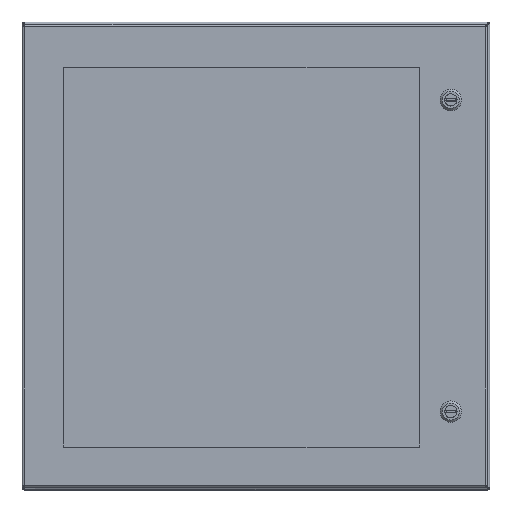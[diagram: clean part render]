
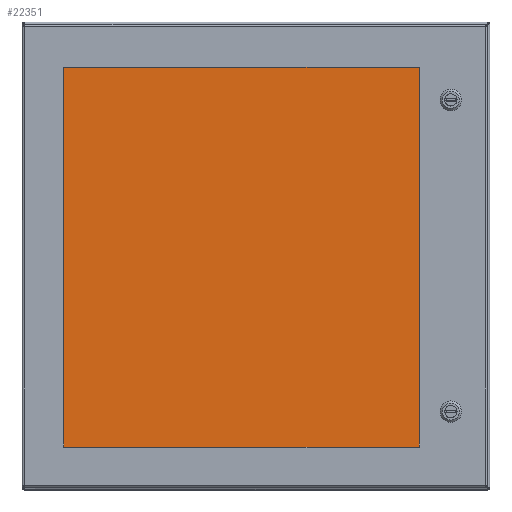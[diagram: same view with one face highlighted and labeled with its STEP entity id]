
A CAD part, top view. The second image highlights one B-rep face of the part: STEP entity #22351.
In plain terms, the highlighted planar face has unit normal (0, 0, 1).
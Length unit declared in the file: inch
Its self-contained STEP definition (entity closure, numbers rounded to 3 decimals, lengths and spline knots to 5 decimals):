
#22209=CARTESIAN_POINT('',(0.0,0.0,0.25));
#22210=VERTEX_POINT('',#22209);
#22211=CARTESIAN_POINT('',(0.,20.5,0.25));
#22212=VERTEX_POINT('',#22211);
#22213=CARTESIAN_POINT('',(0.,0.0,0.25));
#22214=DIRECTION('',(0.0,1.0,0.0));
#22215=VECTOR('',#22214,20.5);
#22216=LINE('',#22213,#22215);
#22217=EDGE_CURVE('',#22210,#22212,#22216,.T.);
#22249=CARTESIAN_POINT('',(19.25,20.5,0.25));
#22250=VERTEX_POINT('',#22249);
#22251=CARTESIAN_POINT('',(0.,20.5,0.25));
#22252=DIRECTION('',(1.0,0.0,0.0));
#22253=VECTOR('',#22252,19.25);
#22254=LINE('',#22251,#22253);
#22255=EDGE_CURVE('',#22212,#22250,#22254,.T.);
#22280=CARTESIAN_POINT('',(19.25,0.,0.25));
#22281=VERTEX_POINT('',#22280);
#22282=CARTESIAN_POINT('',(19.25,20.5,0.25));
#22283=DIRECTION('',(0.0,-1.0,0.0));
#22284=VECTOR('',#22283,20.5);
#22285=LINE('',#22282,#22284);
#22286=EDGE_CURVE('',#22250,#22281,#22285,.T.);
#22311=CARTESIAN_POINT('',(19.25,0.,0.25));
#22312=DIRECTION('',(-1.0,0.0,0.0));
#22313=VECTOR('',#22312,19.25);
#22314=LINE('',#22311,#22313);
#22315=EDGE_CURVE('',#22281,#22210,#22314,.T.);
#22340=CARTESIAN_POINT('',(9.625,10.25,0.25));
#22341=DIRECTION('',(0.0,0.0,1.0));
#22342=DIRECTION('',(1.0,0.0,0.0));
#22343=AXIS2_PLACEMENT_3D('',#22340,#22341,#22342);
#22344=PLANE('',#22343);
#22345=ORIENTED_EDGE('',*,*,#22217,.F.);
#22346=ORIENTED_EDGE('',*,*,#22315,.F.);
#22347=ORIENTED_EDGE('',*,*,#22286,.F.);
#22348=ORIENTED_EDGE('',*,*,#22255,.F.);
#22349=EDGE_LOOP('',(#22345,#22346,#22347,#22348));
#22350=FACE_OUTER_BOUND('',#22349,.T.);
#22351=ADVANCED_FACE('',(#22350),#22344,.T.);
